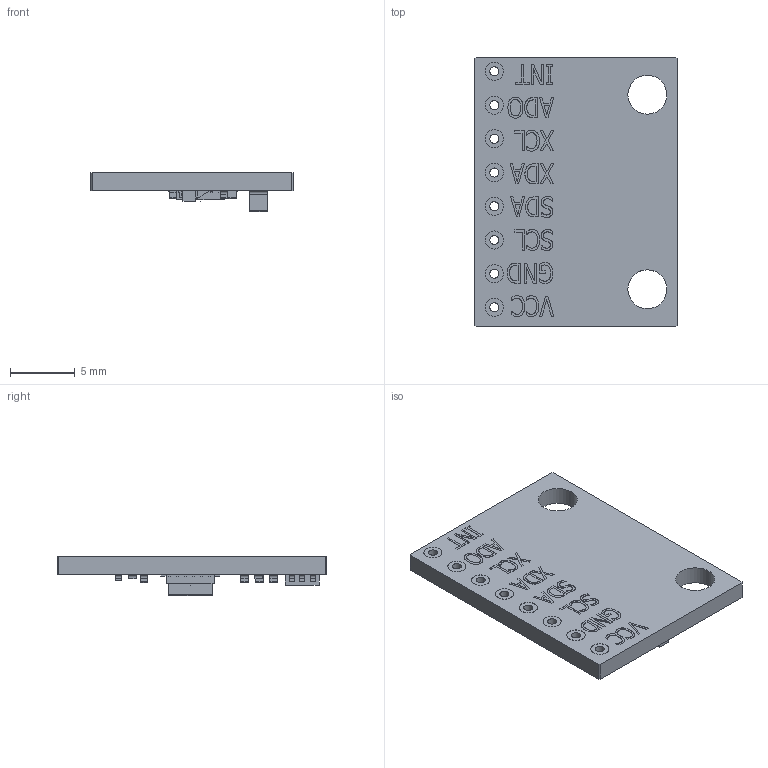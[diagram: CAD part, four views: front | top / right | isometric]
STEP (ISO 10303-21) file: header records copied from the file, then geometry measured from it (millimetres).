
FILE_DESCRIPTION(/* description */ (''),/* implementation_level */ '2;1');
FILE_NAME(/* name */ 'gy-521_imu v1.step',/* time_stamp */ '2023-09-28T23:14:01-04:00',/* author */ (''),/* organization */ (''),/* preprocessor_version */ 'ST-DEVELOPER v20',/* originating_system */ 'Autodesk Translation Framework v12.14.0.127',/* authorisation */ '');
FILE_SCHEMA (('AUTOMOTIVE_DESIGN { 1 0 10303 214 3 1 1 }'));
Length unit declared in the file: millimetre
Products named in the file (1): gy-521_imu
Bounding box: 15.6 x 20.8 x 3.01 mm (x, y, z)
Volume: 454.3 mm3; surface area: 825 mm2
Topology: 1 solids, 1 shells, 1129 faces, 3032 edges, 2012 vertices
Faces by surface type: plane 707, bspline 338, cylinder 84
Full cylindrical faces by diameter (mm): 0.001 x1, 0.7 x8, 1.4 x16, 3 x2
Entity records: 36745 total; most frequent: CARTESIAN_POINT 10480, ORIENTED_EDGE 6064, DIRECTION 4084, EDGE_CURVE 3032, LINE 2220, VECTOR 2220, VERTEX_POINT 2012, EDGE_LOOP 1266
